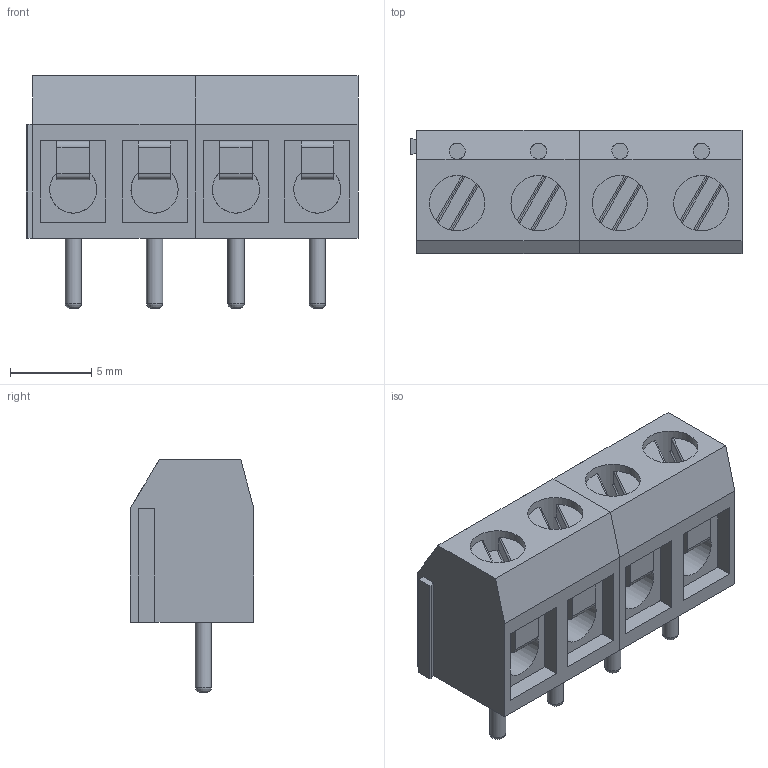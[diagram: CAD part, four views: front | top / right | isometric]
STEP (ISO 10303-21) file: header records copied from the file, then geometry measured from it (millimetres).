
FILE_DESCRIPTION(('FreeCAD Model'),'2;1');
FILE_NAME('DG301-5.0-4.step','2023-04-16T15:29:21',('kicad StepUp') ,('ksu MCAD'),'Open CASCADE STEP processor 7.4','FreeCAD','Unknown');
FILE_SCHEMA(('AUTOMOTIVE_DESIGN { 1 0 10303 214 1 1 1 1 }'));
Length unit declared in the file: millimetre
Products named in the file (1): DG301-5.0-4
Bounding box: 20.4 x 7.6 x 14.3 mm (x, y, z)
Volume: 1127.6 mm3; surface area: 2516.8 mm2
Topology: 14 solids, 14 shells, 196 faces, 508 edges, 324 vertices
Faces by surface type: plane 148, cylinder 44, revolution 4
Full cylindrical faces by diameter (mm): 1 x8, 2.9 x4, 3.4 x5
Entity records: 7311 total; most frequent: CARTESIAN_POINT 1293, ORIENTED_EDGE 972, DIRECTION 928, EDGE_CURVE 486, LINE 358, VECTOR 358, VERTEX_POINT 316, AXIS2_PLACEMENT_3D 283
